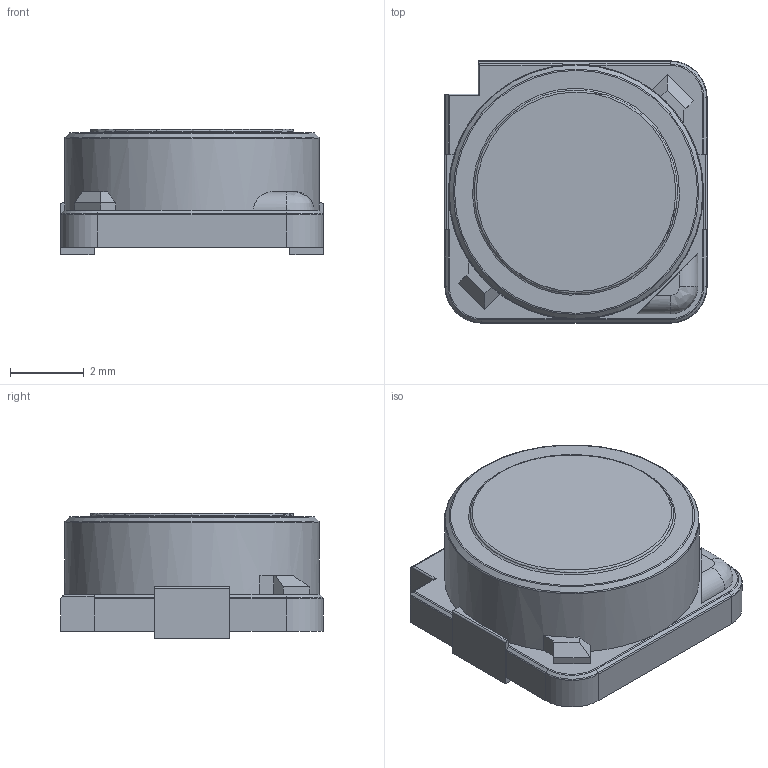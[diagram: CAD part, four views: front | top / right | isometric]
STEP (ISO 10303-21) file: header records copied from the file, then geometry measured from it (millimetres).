
FILE_DESCRIPTION(/* description */ (''),/* implementation_level */ '2;1');
FILE_NAME(/* name */ 'TDK - SLF7032.step',/* time_stamp */ '2019-12-02T17:29:41+00:00',/* author */ (''),/* organization */ (''),/* preprocessor_version */ 'ST-DEVELOPER v18',/* originating_system */ 'Autodesk Translation Framework v8.12.0.6',/* authorisation */ '');
FILE_SCHEMA (('AUTOMOTIVE_DESIGN { 1 0 10303 214 3 1 1 }'));
Length unit declared in the file: millimetre
Products named in the file (1): TDK - SLF7032
Bounding box: 7.12 x 7.1 x 3.39 mm (x, y, z)
Volume: 131.1 mm3; surface area: 173.6 mm2
Topology: 1 solids, 1 shells, 97 faces, 253 edges, 159 vertices
Faces by surface type: plane 54, cylinder 24, torus 9, bspline 6, cone 4
Full cylindrical faces by diameter (mm): 6.9 x1
Entity records: 3195 total; most frequent: CARTESIAN_POINT 699, DIRECTION 516, ORIENTED_EDGE 504, EDGE_CURVE 252, AXIS2_PLACEMENT_3D 179, VERTEX_POINT 159, LINE 158, VECTOR 158
